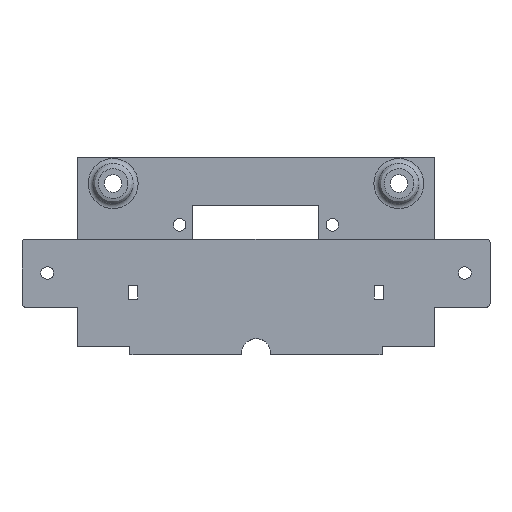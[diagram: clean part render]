
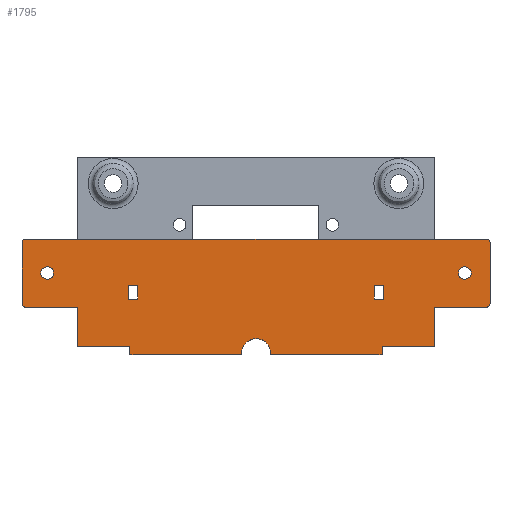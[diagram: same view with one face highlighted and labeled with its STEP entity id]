
A CAD part, top view. The second image highlights one B-rep face of the part: STEP entity #1795.
In plain terms, the highlighted planar face has unit normal (0, 0, 1).
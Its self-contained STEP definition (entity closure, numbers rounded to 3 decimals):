
#27=FACE_BOUND('',#217,.T.);
#28=FACE_BOUND('',#218,.T.);
#29=FACE_BOUND('',#219,.T.);
#30=FACE_BOUND('',#220,.T.);
#74=CIRCLE('',#1902,1.);
#75=CIRCLE('',#1905,1.);
#76=CIRCLE('',#1906,1.);
#77=CIRCLE('',#1907,1.);
#78=CIRCLE('',#1908,4.);
#79=CIRCLE('',#1909,1.75);
#80=CIRCLE('',#1910,1.75);
#116=FACE_OUTER_BOUND('',#216,.T.);
#216=EDGE_LOOP('',(#1323,#1324,#1325,#1326,#1327,#1328,#1329,#1330,#1331,
#1332,#1333,#1334,#1335,#1336,#1337,#1338,#1339,#1340));
#217=EDGE_LOOP('',(#1341));
#218=EDGE_LOOP('',(#1342));
#219=EDGE_LOOP('',(#1343,#1344,#1345,#1346));
#220=EDGE_LOOP('',(#1347,#1348,#1349,#1350));
#293=LINE('',#2462,#517);
#294=LINE('',#2466,#518);
#298=LINE('',#2475,#522);
#303=LINE('',#2486,#527);
#321=LINE('',#2527,#545);
#362=LINE('',#2871,#586);
#364=LINE('',#2874,#588);
#365=LINE('',#2876,#589);
#366=LINE('',#2880,#590);
#367=LINE('',#2884,#591);
#368=LINE('',#2886,#592);
#369=LINE('',#2887,#593);
#370=LINE('',#2889,#594);
#371=LINE('',#2897,#595);
#372=LINE('',#2899,#596);
#373=LINE('',#2901,#597);
#374=LINE('',#2902,#598);
#375=LINE('',#2905,#599);
#376=LINE('',#2907,#600);
#377=LINE('',#2909,#601);
#378=LINE('',#2910,#602);
#517=VECTOR('',#1990,10.);
#518=VECTOR('',#1993,10.);
#522=VECTOR('',#1999,10.);
#527=VECTOR('',#2006,10.);
#545=VECTOR('',#2034,10.);
#586=VECTOR('',#2147,10.);
#588=VECTOR('',#2151,10.);
#589=VECTOR('',#2152,10.);
#590=VECTOR('',#2155,10.);
#591=VECTOR('',#2158,10.);
#592=VECTOR('',#2161,10.);
#593=VECTOR('',#2162,10.);
#594=VECTOR('',#2163,10.);
#595=VECTOR('',#2170,10.);
#596=VECTOR('',#2171,10.);
#597=VECTOR('',#2172,10.);
#598=VECTOR('',#2173,10.);
#599=VECTOR('',#2174,10.);
#600=VECTOR('',#2175,10.);
#601=VECTOR('',#2176,10.);
#602=VECTOR('',#2177,10.);
#734=VERTEX_POINT('',#2447);
#741=VERTEX_POINT('',#2460);
#742=VERTEX_POINT('',#2464);
#743=VERTEX_POINT('',#2465);
#746=VERTEX_POINT('',#2473);
#747=VERTEX_POINT('',#2474);
#751=VERTEX_POINT('',#2483);
#752=VERTEX_POINT('',#2485);
#770=VERTEX_POINT('',#2526);
#810=VERTEX_POINT('',#2864);
#811=VERTEX_POINT('',#2865);
#812=VERTEX_POINT('',#2870);
#813=VERTEX_POINT('',#2875);
#814=VERTEX_POINT('',#2877);
#815=VERTEX_POINT('',#2879);
#816=VERTEX_POINT('',#2881);
#817=VERTEX_POINT('',#2883);
#818=VERTEX_POINT('',#2888);
#819=VERTEX_POINT('',#2891);
#820=VERTEX_POINT('',#2893);
#821=VERTEX_POINT('',#2895);
#822=VERTEX_POINT('',#2896);
#823=VERTEX_POINT('',#2898);
#824=VERTEX_POINT('',#2900);
#825=VERTEX_POINT('',#2903);
#826=VERTEX_POINT('',#2904);
#827=VERTEX_POINT('',#2906);
#828=VERTEX_POINT('',#2908);
#915=EDGE_CURVE('',#741,#734,#293,.T.);
#916=EDGE_CURVE('',#742,#743,#294,.T.);
#920=EDGE_CURVE('',#746,#747,#298,.T.);
#925=EDGE_CURVE('',#751,#752,#303,.T.);
#946=EDGE_CURVE('',#746,#770,#321,.T.);
#1006=EDGE_CURVE('',#810,#811,#74,.T.);
#1009=EDGE_CURVE('',#811,#812,#362,.T.);
#1011=EDGE_CURVE('',#747,#734,#364,.T.);
#1012=EDGE_CURVE('',#741,#813,#365,.T.);
#1013=EDGE_CURVE('',#814,#813,#75,.T.);
#1014=EDGE_CURVE('',#815,#814,#366,.T.);
#1015=EDGE_CURVE('',#816,#815,#76,.T.);
#1016=EDGE_CURVE('',#816,#817,#367,.T.);
#1017=EDGE_CURVE('',#812,#817,#77,.T.);
#1018=EDGE_CURVE('',#752,#810,#368,.T.);
#1019=EDGE_CURVE('',#751,#742,#369,.T.);
#1020=EDGE_CURVE('',#818,#743,#370,.T.);
#1021=EDGE_CURVE('',#770,#818,#78,.T.);
#1022=EDGE_CURVE('',#819,#819,#79,.T.);
#1023=EDGE_CURVE('',#820,#820,#80,.T.);
#1024=EDGE_CURVE('',#821,#822,#371,.T.);
#1025=EDGE_CURVE('',#822,#823,#372,.T.);
#1026=EDGE_CURVE('',#823,#824,#373,.T.);
#1027=EDGE_CURVE('',#821,#824,#374,.F.);
#1028=EDGE_CURVE('',#825,#826,#375,.T.);
#1029=EDGE_CURVE('',#826,#827,#376,.T.);
#1030=EDGE_CURVE('',#827,#828,#377,.T.);
#1031=EDGE_CURVE('',#825,#828,#378,.F.);
#1323=ORIENTED_EDGE('',*,*,#1011,.T.);
#1324=ORIENTED_EDGE('',*,*,#915,.F.);
#1325=ORIENTED_EDGE('',*,*,#1012,.T.);
#1326=ORIENTED_EDGE('',*,*,#1013,.F.);
#1327=ORIENTED_EDGE('',*,*,#1014,.F.);
#1328=ORIENTED_EDGE('',*,*,#1015,.F.);
#1329=ORIENTED_EDGE('',*,*,#1016,.T.);
#1330=ORIENTED_EDGE('',*,*,#1017,.F.);
#1331=ORIENTED_EDGE('',*,*,#1009,.F.);
#1332=ORIENTED_EDGE('',*,*,#1006,.F.);
#1333=ORIENTED_EDGE('',*,*,#1018,.F.);
#1334=ORIENTED_EDGE('',*,*,#925,.F.);
#1335=ORIENTED_EDGE('',*,*,#1019,.T.);
#1336=ORIENTED_EDGE('',*,*,#916,.T.);
#1337=ORIENTED_EDGE('',*,*,#1020,.F.);
#1338=ORIENTED_EDGE('',*,*,#1021,.F.);
#1339=ORIENTED_EDGE('',*,*,#946,.F.);
#1340=ORIENTED_EDGE('',*,*,#920,.T.);
#1341=ORIENTED_EDGE('',*,*,#1022,.T.);
#1342=ORIENTED_EDGE('',*,*,#1023,.T.);
#1343=ORIENTED_EDGE('',*,*,#1024,.T.);
#1344=ORIENTED_EDGE('',*,*,#1025,.T.);
#1345=ORIENTED_EDGE('',*,*,#1026,.T.);
#1346=ORIENTED_EDGE('',*,*,#1027,.F.);
#1347=ORIENTED_EDGE('',*,*,#1028,.T.);
#1348=ORIENTED_EDGE('',*,*,#1029,.T.);
#1349=ORIENTED_EDGE('',*,*,#1030,.T.);
#1350=ORIENTED_EDGE('',*,*,#1031,.F.);
#1715=PLANE('',#1904);
#1795=ADVANCED_FACE('',(#116,#27,#28,#29,#30),#1715,.F.);
#1902=AXIS2_PLACEMENT_3D('',#2866,#2141,#2142);
#1904=AXIS2_PLACEMENT_3D('',#2873,#2149,#2150);
#1905=AXIS2_PLACEMENT_3D('',#2878,#2153,#2154);
#1906=AXIS2_PLACEMENT_3D('',#2882,#2156,#2157);
#1907=AXIS2_PLACEMENT_3D('',#2885,#2159,#2160);
#1908=AXIS2_PLACEMENT_3D('',#2890,#2164,#2165);
#1909=AXIS2_PLACEMENT_3D('',#2892,#2166,#2167);
#1910=AXIS2_PLACEMENT_3D('',#2894,#2168,#2169);
#1990=DIRECTION('',(0.,-1.,0.));
#1993=DIRECTION('',(0.,-1.,0.));
#1999=DIRECTION('',(0.,1.,0.));
#2006=DIRECTION('',(0.,1.,0.));
#2034=DIRECTION('',(-1.,0.,0.));
#2141=DIRECTION('center_axis',(0.,0.,-1.));
#2142=DIRECTION('ref_axis',(-0.707,-0.707,0.));
#2147=DIRECTION('',(0.,1.,0.));
#2149=DIRECTION('center_axis',(0.,0.,-1.));
#2150=DIRECTION('ref_axis',(1.,0.,0.));
#2151=DIRECTION('',(1.,0.,0.));
#2152=DIRECTION('',(1.,0.,0.));
#2153=DIRECTION('center_axis',(0.,0.,-1.));
#2154=DIRECTION('ref_axis',(0.707,-0.707,0.));
#2155=DIRECTION('',(0.,-1.,0.));
#2156=DIRECTION('center_axis',(0.,0.,-1.));
#2157=DIRECTION('ref_axis',(0.707,0.707,0.));
#2158=DIRECTION('',(-1.,0.,0.));
#2159=DIRECTION('center_axis',(0.,0.,-1.));
#2160=DIRECTION('ref_axis',(-0.707,0.707,0.));
#2161=DIRECTION('',(-1.,0.,0.));
#2162=DIRECTION('',(1.,0.,0.));
#2163=DIRECTION('',(-1.,0.,0.));
#2164=DIRECTION('center_axis',(0.,0.,1.));
#2165=DIRECTION('ref_axis',(1.,0.,0.));
#2166=DIRECTION('center_axis',(0.,0.,-1.));
#2167=DIRECTION('ref_axis',(-1.,0.,0.));
#2168=DIRECTION('center_axis',(0.,0.,-1.));
#2169=DIRECTION('ref_axis',(-1.,0.,0.));
#2170=DIRECTION('',(0.,1.,0.));
#2171=DIRECTION('',(1.,0.,0.));
#2172=DIRECTION('',(0.,-1.,0.));
#2173=DIRECTION('',(-1.,0.,0.));
#2174=DIRECTION('',(0.,1.,0.));
#2175=DIRECTION('',(1.,0.,0.));
#2176=DIRECTION('',(0.,-1.,0.));
#2177=DIRECTION('',(-1.,0.,0.));
#2447=CARTESIAN_POINT('',(56.69,-46.492,-8.21));
#2460=CARTESIAN_POINT('',(56.69,-35.456,-8.21));
#2462=CARTESIAN_POINT('',(56.69,-44.867,-8.21));
#2464=CARTESIAN_POINT('',(-27.802,-46.492,-8.21));
#2465=CARTESIAN_POINT('',(-27.802,-48.742,-8.21));
#2466=CARTESIAN_POINT('',(-27.802,-38.424,-8.21));
#2473=CARTESIAN_POINT('',(42.198,-48.742,-8.21));
#2474=CARTESIAN_POINT('',(42.198,-46.492,-8.21));
#2475=CARTESIAN_POINT('',(42.198,-37.299,-8.21));
#2483=CARTESIAN_POINT('',(-42.294,-46.492,-8.21));
#2485=CARTESIAN_POINT('',(-42.294,-35.455,-8.21));
#2486=CARTESIAN_POINT('',(-42.294,-7.603,-8.21));
#2526=CARTESIAN_POINT('',(11.188,-48.742,-8.21));
#2527=CARTESIAN_POINT('',(5.018,-48.742,-8.21));
#2864=CARTESIAN_POINT('',(-56.794,-35.455,-8.21));
#2865=CARTESIAN_POINT('',(-57.794,-34.455,-8.21));
#2866=CARTESIAN_POINT('Origin',(-56.794,-34.455,-8.21));
#2870=CARTESIAN_POINT('',(-57.794,-17.544,-8.21));
#2871=CARTESIAN_POINT('',(-57.794,-16.256,-8.21));
#2873=CARTESIAN_POINT('Origin',(7.198,-28.106,-8.21));
#2874=CARTESIAN_POINT('',(31.944,-46.492,-8.21));
#2875=CARTESIAN_POINT('',(71.19,-35.456,-8.21));
#2876=CARTESIAN_POINT('',(56.69,-35.456,-8.21));
#2877=CARTESIAN_POINT('',(72.19,-34.456,-8.21));
#2878=CARTESIAN_POINT('Origin',(71.19,-34.456,-8.21));
#2879=CARTESIAN_POINT('',(72.19,-17.544,-8.21));
#2880=CARTESIAN_POINT('',(72.19,-16.256,-8.21));
#2881=CARTESIAN_POINT('',(71.19,-16.544,-8.21));
#2882=CARTESIAN_POINT('Origin',(71.19,-17.544,-8.21));
#2883=CARTESIAN_POINT('',(-56.794,-16.544,-8.21));
#2884=CARTESIAN_POINT('',(-12.652,-16.544,-8.21));
#2885=CARTESIAN_POINT('Origin',(-56.794,-17.544,-8.21));
#2886=CARTESIAN_POINT('',(-42.294,-35.455,-8.21));
#2887=CARTESIAN_POINT('',(-10.302,-46.492,-8.21));
#2888=CARTESIAN_POINT('',(3.257,-48.742,-8.21));
#2889=CARTESIAN_POINT('',(-38.981,-48.742,-8.21));
#2890=CARTESIAN_POINT('Origin',(7.222,-48.219,-8.21));
#2891=CARTESIAN_POINT('',(66.94,-26.,-8.21));
#2892=CARTESIAN_POINT('Origin',(65.19,-26.,-8.21));
#2893=CARTESIAN_POINT('',(-49.044,-25.982,-8.21));
#2894=CARTESIAN_POINT('Origin',(-50.794,-25.982,-8.21));
#2895=CARTESIAN_POINT('',(-28.302,-33.219,-8.21));
#2896=CARTESIAN_POINT('',(-28.302,-29.469,-8.21));
#2897=CARTESIAN_POINT('',(-28.302,-31.663,-8.21));
#2898=CARTESIAN_POINT('',(-25.602,-29.469,-8.21));
#2899=CARTESIAN_POINT('',(-9.677,-29.469,-8.21));
#2900=CARTESIAN_POINT('',(-25.602,-33.219,-8.21));
#2901=CARTESIAN_POINT('',(-25.602,-29.913,-8.21));
#2902=CARTESIAN_POINT('',(-10.302,-33.219,-8.21));
#2903=CARTESIAN_POINT('',(39.998,-33.219,-8.21));
#2904=CARTESIAN_POINT('',(39.998,-29.469,-8.21));
#2905=CARTESIAN_POINT('',(39.998,-31.663,-8.21));
#2906=CARTESIAN_POINT('',(42.698,-29.469,-8.21));
#2907=CARTESIAN_POINT('',(24.698,-29.469,-8.21));
#2908=CARTESIAN_POINT('',(42.698,-33.219,-8.21));
#2909=CARTESIAN_POINT('',(42.698,-29.913,-8.21));
#2910=CARTESIAN_POINT('',(24.073,-33.219,-8.21));
